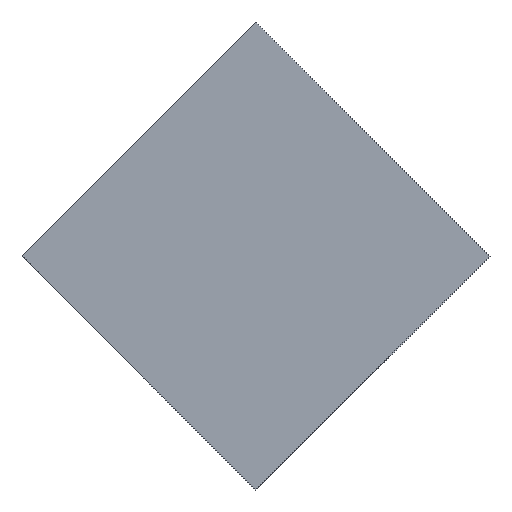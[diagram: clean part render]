
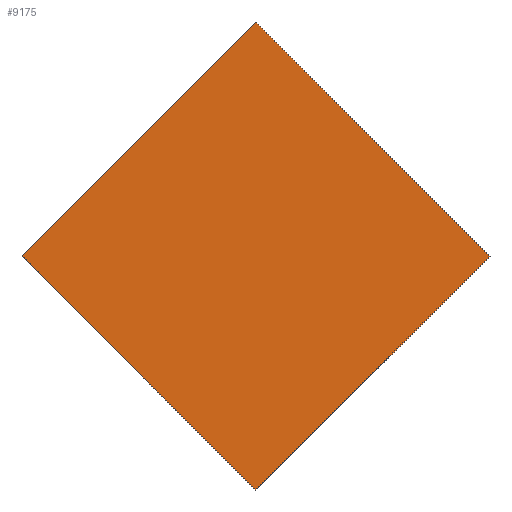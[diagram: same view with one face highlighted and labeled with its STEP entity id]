
A CAD part, front view. The second image highlights one B-rep face of the part: STEP entity #9175.
In plain terms, the highlighted planar face has unit normal (0, -1, 0).
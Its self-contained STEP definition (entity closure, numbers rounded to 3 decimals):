
#217 = CARTESIAN_POINT ( 'NONE',  ( -32.55, -0.4, -32.55 ) ) ;
#296 = VERTEX_POINT ( 'NONE', #5314 ) ;
#1108 = CARTESIAN_POINT ( 'NONE',  ( 32.55, -0.4, -32.55 ) ) ;
#1612 = EDGE_CURVE ( 'NONE', #6082, #10640, #4499, .T. ) ;
#2118 = DIRECTION ( 'NONE',  ( 0., 0., -1. ) ) ;
#2255 = CARTESIAN_POINT ( 'NONE',  ( 32.55, -0.4, -32.55 ) ) ;
#3986 = DIRECTION ( 'NONE',  ( 0., 0., -1. ) ) ;
#4075 = VECTOR ( 'NONE', #2118, 1000. ) ;
#4118 = AXIS2_PLACEMENT_3D ( 'NONE', #2255, #21192, #3986 ) ;
#4499 = LINE ( 'NONE', #5640, #8023 ) ;
#4602 = VECTOR ( 'NONE', #13409, 1000. ) ;
#5314 = CARTESIAN_POINT ( 'NONE',  ( 32.55, -0.4, 32.55 ) ) ;
#5569 = ORIENTED_EDGE ( 'NONE', *, *, #5993, .F. ) ;
#5640 = CARTESIAN_POINT ( 'NONE',  ( -32.55, -0.4, 32.55 ) ) ;
#5993 = EDGE_CURVE ( 'NONE', #10640, #296, #14411, .T. ) ;
#6082 = VERTEX_POINT ( 'NONE', #19237 ) ;
#8023 = VECTOR ( 'NONE', #10904, 1000. ) ;
#8694 = LINE ( 'NONE', #20974, #4075 ) ;
#9084 = PLANE ( 'NONE',  #4118 ) ;
#9175 = ADVANCED_FACE ( 'NONE', ( #14138 ), #9084, .T. ) ;
#9845 = ORIENTED_EDGE ( 'NONE', *, *, #10555, .F. ) ;
#9905 = EDGE_LOOP ( 'NONE', ( #21950, #5569, #10894, #9845 ) ) ;
#10555 = EDGE_CURVE ( 'NONE', #18868, #6082, #12466, .T. ) ;
#10640 = VERTEX_POINT ( 'NONE', #13553 ) ;
#10894 = ORIENTED_EDGE ( 'NONE', *, *, #1612, .F. ) ;
#10904 = DIRECTION ( 'NONE',  ( 0., 0., 1. ) ) ;
#12466 = LINE ( 'NONE', #217, #22227 ) ;
#13409 = DIRECTION ( 'NONE',  ( 1., 0., 0. ) ) ;
#13553 = CARTESIAN_POINT ( 'NONE',  ( -32.55, -0.4, 32.55 ) ) ;
#14138 = FACE_OUTER_BOUND ( 'NONE', #9905, .T. ) ;
#14411 = LINE ( 'NONE', #20588, #4602 ) ;
#14856 = DIRECTION ( 'NONE',  ( -1., 0., 0. ) ) ;
#18868 = VERTEX_POINT ( 'NONE', #1108 ) ;
#19237 = CARTESIAN_POINT ( 'NONE',  ( -32.55, -0.4, -32.55 ) ) ;
#20588 = CARTESIAN_POINT ( 'NONE',  ( -32.55, -0.4, 32.55 ) ) ;
#20974 = CARTESIAN_POINT ( 'NONE',  ( 32.55, -0.4, 32.55 ) ) ;
#21192 = DIRECTION ( 'NONE',  ( 0., -1., 0. ) ) ;
#21249 = EDGE_CURVE ( 'NONE', #296, #18868, #8694, .T. ) ;
#21950 = ORIENTED_EDGE ( 'NONE', *, *, #21249, .F. ) ;
#22227 = VECTOR ( 'NONE', #14856, 1000. ) ;
